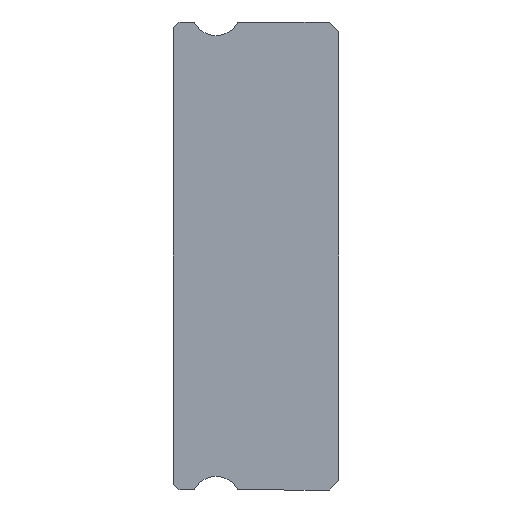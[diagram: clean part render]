
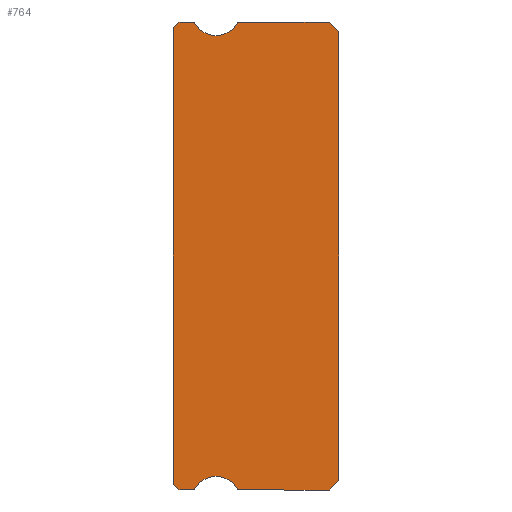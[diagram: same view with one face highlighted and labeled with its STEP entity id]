
A CAD part, left-side view. The second image highlights one B-rep face of the part: STEP entity #764.
In plain terms, the highlighted planar face has unit normal (-1, 0, 0).
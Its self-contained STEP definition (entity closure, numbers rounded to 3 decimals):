
#34 = EDGE_CURVE ( 'NONE', #3989, #1716, #3170, .T. ) ;
#61 = CARTESIAN_POINT ( 'NONE',  ( -20., 7.512, -12. ) ) ;
#69 = EDGE_CURVE ( 'NONE', #4125, #1385, #846, .T. ) ;
#88 = VERTEX_POINT ( 'NONE', #3433 ) ;
#125 = VERTEX_POINT ( 'NONE', #2888 ) ;
#157 = VERTEX_POINT ( 'NONE', #3877 ) ;
#161 = DIRECTION ( 'NONE',  ( -1., 0., 0. ) ) ;
#203 = DIRECTION ( 'NONE',  ( -1., 0., 0. ) ) ;
#217 = CIRCLE ( 'NONE', #1097, 0.15 ) ;
#218 = DIRECTION ( 'NONE',  ( 0., 0.707, -0.707 ) ) ;
#229 = VERTEX_POINT ( 'NONE', #339 ) ;
#236 = CARTESIAN_POINT ( 'NONE',  ( -20., 7.383, -11.925 ) ) ;
#275 = AXIS2_PLACEMENT_3D ( 'NONE', #3505, #203, #1265 ) ;
#301 = EDGE_CURVE ( 'NONE', #229, #157, #3681, .T. ) ;
#327 = VECTOR ( 'NONE', #2468, 1000. ) ;
#339 = CARTESIAN_POINT ( 'NONE',  ( -20., 8.5, -11.7 ) ) ;
#504 = CARTESIAN_POINT ( 'NONE',  ( -20., 7.512, 11.85 ) ) ;
#615 = EDGE_CURVE ( 'NONE', #3847, #1451, #2201, .T. ) ;
#617 = AXIS2_PLACEMENT_3D ( 'NONE', #504, #3404, #1771 ) ;
#628 = ORIENTED_EDGE ( 'NONE', *, *, #1289, .T. ) ;
#693 = DIRECTION ( 'NONE',  ( 0., -0.707, -0.707 ) ) ;
#711 = LINE ( 'NONE', #2026, #3738 ) ;
#734 = ORIENTED_EDGE ( 'NONE', *, *, #3618, .T. ) ;
#736 = AXIS2_PLACEMENT_3D ( 'NONE', #3096, #161, #1744 ) ;
#754 = EDGE_CURVE ( 'NONE', #88, #1270, #1402, .T. ) ;
#763 = LINE ( 'NONE', #3307, #2781 ) ;
#764 = ADVANCED_FACE ( 'NONE', ( #770 ), #3591, .F. ) ;
#770 = FACE_OUTER_BOUND ( 'NONE', #1779, .T. ) ;
#771 = CARTESIAN_POINT ( 'NONE',  ( -20., 0., -11.5 ) ) ;
#774 = CARTESIAN_POINT ( 'NONE',  ( -20., 8.2, 12. ) ) ;
#781 = ORIENTED_EDGE ( 'NONE', *, *, #301, .T. ) ;
#802 = VECTOR ( 'NONE', #848, 1000. ) ;
#840 = VERTEX_POINT ( 'NONE', #3828 ) ;
#846 = LINE ( 'NONE', #1472, #3122 ) ;
#848 = DIRECTION ( 'NONE',  ( 0., 0., 1. ) ) ;
#868 = EDGE_CURVE ( 'NONE', #125, #3847, #3193, .T. ) ;
#870 = VERTEX_POINT ( 'NONE', #1180 ) ;
#946 = CARTESIAN_POINT ( 'NONE',  ( -20., 5.088, -11.85 ) ) ;
#961 = AXIS2_PLACEMENT_3D ( 'NONE', #1329, #2087, #3616 ) ;
#990 = CARTESIAN_POINT ( 'NONE',  ( -20., 5.217, -11.925 ) ) ;
#1027 = ORIENTED_EDGE ( 'NONE', *, *, #34, .T. ) ;
#1097 = AXIS2_PLACEMENT_3D ( 'NONE', #2872, #3435, #2229 ) ;
#1114 = EDGE_CURVE ( 'NONE', #157, #1590, #763, .T. ) ;
#1123 = ORIENTED_EDGE ( 'NONE', *, *, #754, .F. ) ;
#1135 = ORIENTED_EDGE ( 'NONE', *, *, #1595, .F. ) ;
#1162 = CARTESIAN_POINT ( 'NONE',  ( -20., 7.512, -12. ) ) ;
#1174 = ORIENTED_EDGE ( 'NONE', *, *, #868, .F. ) ;
#1180 = CARTESIAN_POINT ( 'NONE',  ( -20., 7.383, 11.925 ) ) ;
#1194 = DIRECTION ( 'NONE',  ( 0., -1., 0. ) ) ;
#1253 = LINE ( 'NONE', #3812, #2728 ) ;
#1265 = DIRECTION ( 'NONE',  ( 0., 0., -1. ) ) ;
#1270 = VERTEX_POINT ( 'NONE', #1869 ) ;
#1289 = EDGE_CURVE ( 'NONE', #2063, #1527, #1473, .T. ) ;
#1329 = CARTESIAN_POINT ( 'NONE',  ( -20., 7.512, 11.85 ) ) ;
#1341 = DIRECTION ( 'NONE',  ( 0., 0., -1. ) ) ;
#1385 = VERTEX_POINT ( 'NONE', #4139 ) ;
#1398 = LINE ( 'NONE', #3088, #3146 ) ;
#1399 = ORIENTED_EDGE ( 'NONE', *, *, #3027, .F. ) ;
#1402 = CIRCLE ( 'NONE', #3792, 1.25 ) ;
#1421 = ORIENTED_EDGE ( 'NONE', *, *, #69, .F. ) ;
#1451 = VERTEX_POINT ( 'NONE', #990 ) ;
#1472 = CARTESIAN_POINT ( 'NONE',  ( -20., 7.512, 12. ) ) ;
#1473 = LINE ( 'NONE', #3499, #802 ) ;
#1512 = CIRCLE ( 'NONE', #2397, 0.15 ) ;
#1518 = CARTESIAN_POINT ( 'NONE',  ( -20., 8.5, 11.7 ) ) ;
#1527 = VERTEX_POINT ( 'NONE', #1586 ) ;
#1550 = DIRECTION ( 'NONE',  ( 0., 1., 0. ) ) ;
#1586 = CARTESIAN_POINT ( 'NONE',  ( -20., 0., 11.5 ) ) ;
#1590 = VERTEX_POINT ( 'NONE', #61 ) ;
#1595 = EDGE_CURVE ( 'NONE', #2063, #125, #711, .T. ) ;
#1692 = DIRECTION ( 'NONE',  ( 0., -1., 0. ) ) ;
#1716 = VERTEX_POINT ( 'NONE', #1518 ) ;
#1744 = DIRECTION ( 'NONE',  ( 0., 0., -1. ) ) ;
#1771 = DIRECTION ( 'NONE',  ( 0., 0., -1. ) ) ;
#1779 = EDGE_LOOP ( 'NONE', ( #4204, #781, #2200, #1399, #2431, #3318, #1174, #1135, #628, #2627, #1421, #3636, #1123, #3973, #3250, #734, #1027 ) ) ;
#1869 = CARTESIAN_POINT ( 'NONE',  ( -20., 5.217, 11.925 ) ) ;
#1925 = DIRECTION ( 'NONE',  ( 0., -0.707, -0.707 ) ) ;
#1982 = DIRECTION ( 'NONE',  ( 0., 0., -1. ) ) ;
#1985 = CIRCLE ( 'NONE', #617, 0.15 ) ;
#1998 = CARTESIAN_POINT ( 'NONE',  ( -20., 7.512, -11.85 ) ) ;
#2023 = CARTESIAN_POINT ( 'NONE',  ( -20., 8.2, -12. ) ) ;
#2026 = CARTESIAN_POINT ( 'NONE',  ( -20., 0., -11.5 ) ) ;
#2063 = VERTEX_POINT ( 'NONE', #771 ) ;
#2087 = DIRECTION ( 'NONE',  ( 1., 0., 0. ) ) ;
#2120 = VECTOR ( 'NONE', #693, 1000. ) ;
#2184 = CARTESIAN_POINT ( 'NONE',  ( -20., 8.5, 11.7 ) ) ;
#2200 = ORIENTED_EDGE ( 'NONE', *, *, #1114, .T. ) ;
#2201 = CIRCLE ( 'NONE', #3679, 0.15 ) ;
#2229 = DIRECTION ( 'NONE',  ( 0., 0., -1. ) ) ;
#2261 = CARTESIAN_POINT ( 'NONE',  ( -20., 0.5, 12. ) ) ;
#2397 = AXIS2_PLACEMENT_3D ( 'NONE', #1998, #3273, #1341 ) ;
#2420 = EDGE_CURVE ( 'NONE', #1385, #1527, #2858, .T. ) ;
#2431 = ORIENTED_EDGE ( 'NONE', *, *, #2543, .F. ) ;
#2468 = DIRECTION ( 'NONE',  ( 0., 1., 0. ) ) ;
#2543 = EDGE_CURVE ( 'NONE', #1451, #3311, #4094, .T. ) ;
#2546 = CARTESIAN_POINT ( 'NONE',  ( -20., 5.088, 12. ) ) ;
#2627 = ORIENTED_EDGE ( 'NONE', *, *, #2420, .F. ) ;
#2728 = VECTOR ( 'NONE', #1550, 1000. ) ;
#2781 = VECTOR ( 'NONE', #1692, 1000. ) ;
#2797 = VECTOR ( 'NONE', #1925, 1000. ) ;
#2807 = CIRCLE ( 'NONE', #275, 1.25 ) ;
#2820 = EDGE_CURVE ( 'NONE', #870, #88, #2807, .T. ) ;
#2858 = LINE ( 'NONE', #2261, #2797 ) ;
#2872 = CARTESIAN_POINT ( 'NONE',  ( -20., 5.088, 11.85 ) ) ;
#2888 = CARTESIAN_POINT ( 'NONE',  ( -20., 0.5, -12. ) ) ;
#3027 = EDGE_CURVE ( 'NONE', #3311, #1590, #1512, .T. ) ;
#3058 = DIRECTION ( 'NONE',  ( 0., 0., 1. ) ) ;
#3088 = CARTESIAN_POINT ( 'NONE',  ( -20., 8.5, 11.85 ) ) ;
#3096 = CARTESIAN_POINT ( 'NONE',  ( -20., 6.3, -12.55 ) ) ;
#3122 = VECTOR ( 'NONE', #1194, 1000. ) ;
#3146 = VECTOR ( 'NONE', #3058, 1000. ) ;
#3170 = LINE ( 'NONE', #2184, #3992 ) ;
#3193 = LINE ( 'NONE', #1162, #327 ) ;
#3250 = ORIENTED_EDGE ( 'NONE', *, *, #4046, .F. ) ;
#3273 = DIRECTION ( 'NONE',  ( 1., 0., 0. ) ) ;
#3307 = CARTESIAN_POINT ( 'NONE',  ( -20., 7.512, -12. ) ) ;
#3308 = EDGE_CURVE ( 'NONE', #1270, #4125, #217, .T. ) ;
#3311 = VERTEX_POINT ( 'NONE', #236 ) ;
#3318 = ORIENTED_EDGE ( 'NONE', *, *, #615, .F. ) ;
#3322 = DIRECTION ( 'NONE',  ( 0., 0.707, -0.707 ) ) ;
#3404 = DIRECTION ( 'NONE',  ( 1., 0., 0. ) ) ;
#3433 = CARTESIAN_POINT ( 'NONE',  ( -20., 6.3, 11.3 ) ) ;
#3435 = DIRECTION ( 'NONE',  ( 1., 0., 0. ) ) ;
#3499 = CARTESIAN_POINT ( 'NONE',  ( -20., 0., 11.5 ) ) ;
#3505 = CARTESIAN_POINT ( 'NONE',  ( -20., 6.3, 12.55 ) ) ;
#3573 = DIRECTION ( 'NONE',  ( 1., 0., 0. ) ) ;
#3577 = EDGE_CURVE ( 'NONE', #229, #1716, #1398, .T. ) ;
#3590 = CARTESIAN_POINT ( 'NONE',  ( -20., 5.088, -12. ) ) ;
#3591 = PLANE ( 'NONE',  #961 ) ;
#3616 = DIRECTION ( 'NONE',  ( 0., 0., -1. ) ) ;
#3618 = EDGE_CURVE ( 'NONE', #840, #3989, #1253, .T. ) ;
#3636 = ORIENTED_EDGE ( 'NONE', *, *, #3308, .F. ) ;
#3679 = AXIS2_PLACEMENT_3D ( 'NONE', #946, #3573, #4157 ) ;
#3681 = LINE ( 'NONE', #2023, #2120 ) ;
#3694 = DIRECTION ( 'NONE',  ( -1., 0., 0. ) ) ;
#3738 = VECTOR ( 'NONE', #3322, 1000. ) ;
#3792 = AXIS2_PLACEMENT_3D ( 'NONE', #3911, #3694, #1982 ) ;
#3812 = CARTESIAN_POINT ( 'NONE',  ( -20., 8.2, 12. ) ) ;
#3828 = CARTESIAN_POINT ( 'NONE',  ( -20., 7.512, 12. ) ) ;
#3847 = VERTEX_POINT ( 'NONE', #3590 ) ;
#3877 = CARTESIAN_POINT ( 'NONE',  ( -20., 8.2, -12. ) ) ;
#3911 = CARTESIAN_POINT ( 'NONE',  ( -20., 6.3, 12.55 ) ) ;
#3973 = ORIENTED_EDGE ( 'NONE', *, *, #2820, .F. ) ;
#3989 = VERTEX_POINT ( 'NONE', #774 ) ;
#3992 = VECTOR ( 'NONE', #218, 1000. ) ;
#4046 = EDGE_CURVE ( 'NONE', #840, #870, #1985, .T. ) ;
#4094 = CIRCLE ( 'NONE', #736, 1.25 ) ;
#4125 = VERTEX_POINT ( 'NONE', #2546 ) ;
#4139 = CARTESIAN_POINT ( 'NONE',  ( -20., 0.5, 12. ) ) ;
#4157 = DIRECTION ( 'NONE',  ( 0., 0., -1. ) ) ;
#4204 = ORIENTED_EDGE ( 'NONE', *, *, #3577, .F. ) ;
